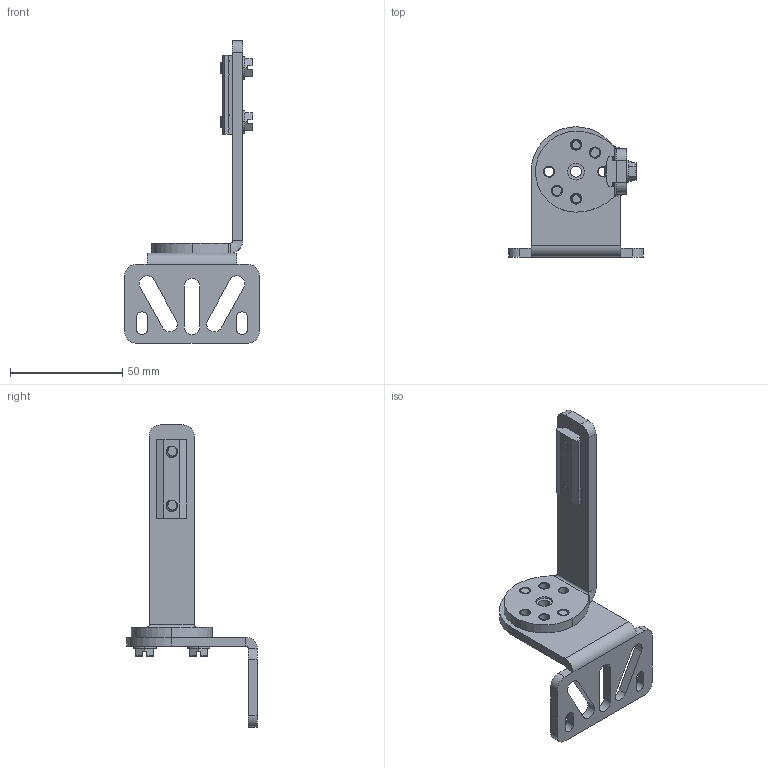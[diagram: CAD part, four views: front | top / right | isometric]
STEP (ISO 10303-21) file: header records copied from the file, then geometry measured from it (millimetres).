
FILE_DESCRIPTION((''),'2;1');
FILE_NAME('182661_ASM','2019-08-01T10:28:52',('pdmadmin'),('BANNER ENGINEERING'),'CREO PARAMETRIC BY PTC INC, 2018300','CREO PARAMETRIC BY PTC INC, 2018300','');
FILE_SCHEMA(('CONFIG_CONTROL_DESIGN'));
Length unit declared in the file: millimetre
Products named in the file (6): 182574; 175513; 175516; 175515; 58892; 182661_ASM
Assembly tree (7 placements, depth 2):
  182661_ASM
    182574
    175513
    175516  x2
    175515
    58892  x2
Bounding box: 60 x 58 x 134.5 mm (x, y, z)
Volume: 28482.9 mm3; surface area: 20931.6 mm2
Topology: 7 solids, 15 shells, 650 faces, 1797 edges, 1180 vertices
Faces by surface type: plane 387, cylinder 221, bspline 42
Entity records: 21296 total; most frequent: CARTESIAN_POINT 8314, ORIENTED_EDGE 2750, DIRECTION 2499, EDGE_CURVE 1391, VECTOR 1033, LINE 1033, VERTEX_POINT 916, AXIS2_PLACEMENT_3D 733
